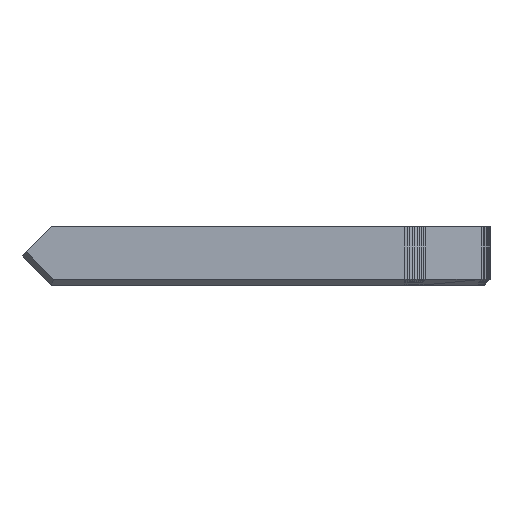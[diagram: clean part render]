
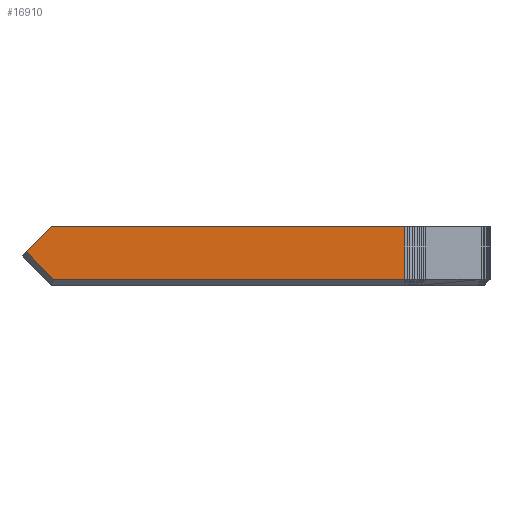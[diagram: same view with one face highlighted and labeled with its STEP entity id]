
A CAD part, front view. The second image highlights one B-rep face of the part: STEP entity #16910.
In plain terms, the highlighted planar face has unit normal (0, -1, 0).
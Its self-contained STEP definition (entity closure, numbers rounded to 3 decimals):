
#2992 = VERTEX_POINT('',#2993);
#2993 = CARTESIAN_POINT('',(111.,110.,4.));
#2999 = EDGE_CURVE('',#2992,#3000,#3002,.T.);
#3000 = VERTEX_POINT('',#3001);
#3001 = CARTESIAN_POINT('',(135.172,110.,4.));
#3002 = LINE('',#3003,#3004);
#3003 = CARTESIAN_POINT('',(111.,110.,4.));
#3004 = VECTOR('',#3005,1.);
#3005 = DIRECTION('',(1.,0.,0.));
#5504 = VERTEX_POINT('',#5505);
#5505 = CARTESIAN_POINT('',(135.172,110.,0.4));
#13558 = VERTEX_POINT('',#13559);
#13559 = CARTESIAN_POINT('',(109.283,110.,2.283));
#13565 = EDGE_CURVE('',#13558,#2992,#13566,.T.);
#13566 = LINE('',#13567,#13568);
#13567 = CARTESIAN_POINT('',(109.283,110.,2.283));
#13568 = VECTOR('',#13569,1.);
#13569 = DIRECTION('',(0.707,0.,0.707));
#16756 = VERTEX_POINT('',#16757);
#16757 = CARTESIAN_POINT('',(111.166,110.,0.4));
#16763 = EDGE_CURVE('',#16756,#13558,#16764,.T.);
#16764 = LINE('',#16765,#16766);
#16765 = CARTESIAN_POINT('',(111.166,110.,0.4));
#16766 = VECTOR('',#16767,1.);
#16767 = DIRECTION('',(-0.707,0.,0.707));
#16780 = EDGE_CURVE('',#5504,#16756,#16781,.T.);
#16781 = LINE('',#16782,#16783);
#16782 = CARTESIAN_POINT('',(135.172,110.,0.4));
#16783 = VECTOR('',#16784,1.);
#16784 = DIRECTION('',(-1.,0.,0.));
#16898 = EDGE_CURVE('',#3000,#5504,#16899,.T.);
#16899 = LINE('',#16900,#16901);
#16900 = CARTESIAN_POINT('',(135.172,110.,4.));
#16901 = VECTOR('',#16902,1.);
#16902 = DIRECTION('',(0.,0.,-1.));
#16910 = ADVANCED_FACE('',(#16911),#16918,.T.);
#16911 = FACE_BOUND('',#16912,.T.);
#16912 = EDGE_LOOP('',(#16913,#16914,#16915,#16916,#16917));
#16913 = ORIENTED_EDGE('',*,*,#2999,.F.);
#16914 = ORIENTED_EDGE('',*,*,#13565,.F.);
#16915 = ORIENTED_EDGE('',*,*,#16763,.F.);
#16916 = ORIENTED_EDGE('',*,*,#16780,.F.);
#16917 = ORIENTED_EDGE('',*,*,#16898,.F.);
#16918 = PLANE('',#16919);
#16919 = AXIS2_PLACEMENT_3D('',#16920,#16921,#16922);
#16920 = CARTESIAN_POINT('',(122.731,110.,2.205));
#16921 = DIRECTION('',(-0.,-1.,-0.));
#16922 = DIRECTION('',(0.,0.,-1.));
